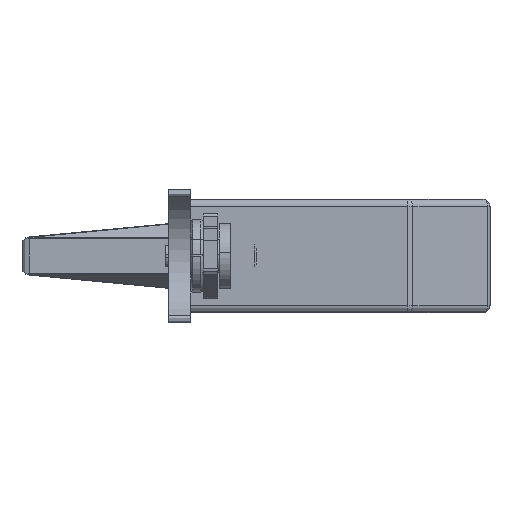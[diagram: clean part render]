
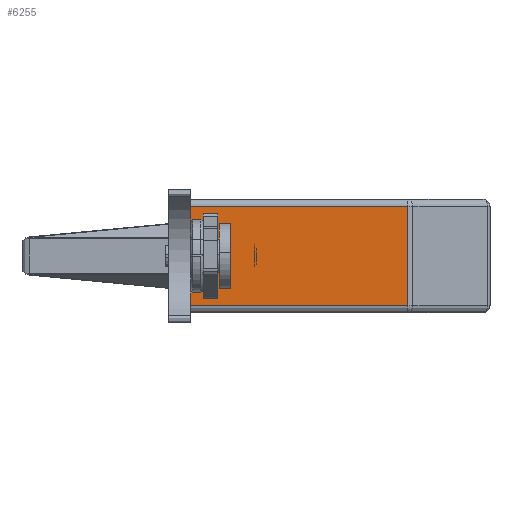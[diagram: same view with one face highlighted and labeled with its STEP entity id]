
A CAD part, left-side view. The second image highlights one B-rep face of the part: STEP entity #6255.
In plain terms, the highlighted face is planar.
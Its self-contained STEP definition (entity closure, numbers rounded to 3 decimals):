
#226 = DIRECTION ( 'NONE',  ( 1., 0., 0. ) ) ;
#650 = PLANE ( 'NONE',  #2281 ) ;
#984 = VECTOR ( 'NONE', #4618, 1000. ) ;
#1770 = ORIENTED_EDGE ( 'NONE', *, *, #5456, .T. ) ;
#2281 = AXIS2_PLACEMENT_3D ( 'NONE', #3717, #3667, #6777 ) ;
#2329 = CARTESIAN_POINT ( 'NONE',  ( 27.3, -33.75, -2.25 ) ) ;
#2720 = VERTEX_POINT ( 'NONE', #4821 ) ;
#2741 = CARTESIAN_POINT ( 'NONE',  ( 16.086, -33.75, -2.25 ) ) ;
#2869 = VERTEX_POINT ( 'NONE', #2741 ) ;
#2960 = FACE_OUTER_BOUND ( 'NONE', #4742, .T. ) ;
#3256 = VECTOR ( 'NONE', #226, 1000. ) ;
#3667 = DIRECTION ( 'NONE',  ( 0., 1., 0. ) ) ;
#3717 = CARTESIAN_POINT ( 'NONE',  ( 27.3, -33.75, 12.25 ) ) ;
#3933 = ORIENTED_EDGE ( 'NONE', *, *, #4151, .T. ) ;
#4033 = DIRECTION ( 'NONE',  ( 0., 0., 1. ) ) ;
#4128 = EDGE_CURVE ( 'NONE', #2869, #7207, #8695, .T. ) ;
#4151 = EDGE_CURVE ( 'NONE', #2720, #6244, #7790, .T. ) ;
#4618 = DIRECTION ( 'NONE',  ( -1., 0., 0. ) ) ;
#4742 = EDGE_LOOP ( 'NONE', ( #5999, #1770, #3933, #5200 ) ) ;
#4821 = CARTESIAN_POINT ( 'NONE',  ( -13.5, -33.75, 11.25 ) ) ;
#4926 = CARTESIAN_POINT ( 'NONE',  ( 16.086, -33.75, 12.25 ) ) ;
#4992 = CARTESIAN_POINT ( 'NONE',  ( 27.3, -33.75, 11.25 ) ) ;
#5157 = VECTOR ( 'NONE', #4033, 1000. ) ;
#5200 = ORIENTED_EDGE ( 'NONE', *, *, #6869, .T. ) ;
#5456 = EDGE_CURVE ( 'NONE', #7207, #2720, #5758, .T. ) ;
#5528 = DIRECTION ( 'NONE',  ( 0., 0., -1. ) ) ;
#5758 = LINE ( 'NONE', #4992, #984 ) ;
#5999 = ORIENTED_EDGE ( 'NONE', *, *, #4128, .T. ) ;
#6244 = VERTEX_POINT ( 'NONE', #7622 ) ;
#6255 = ADVANCED_FACE ( 'NONE', ( #2960 ), #650, .F. ) ;
#6777 = DIRECTION ( 'NONE',  ( -1., 0., 0. ) ) ;
#6869 = EDGE_CURVE ( 'NONE', #6244, #2869, #9386, .T. ) ;
#7078 = CARTESIAN_POINT ( 'NONE',  ( 16.086, -33.75, 11.25 ) ) ;
#7207 = VERTEX_POINT ( 'NONE', #7078 ) ;
#7622 = CARTESIAN_POINT ( 'NONE',  ( -13.5, -33.75, -2.25 ) ) ;
#7790 = LINE ( 'NONE', #7945, #8673 ) ;
#7945 = CARTESIAN_POINT ( 'NONE',  ( -13.5, -33.75, 12.25 ) ) ;
#8673 = VECTOR ( 'NONE', #5528, 1000. ) ;
#8695 = LINE ( 'NONE', #4926, #5157 ) ;
#9386 = LINE ( 'NONE', #2329, #3256 ) ;
